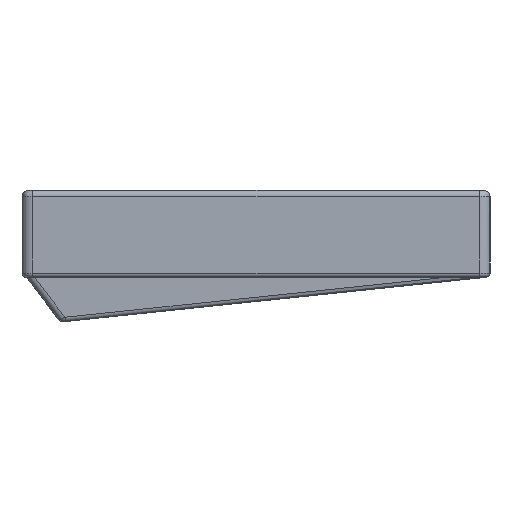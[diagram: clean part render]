
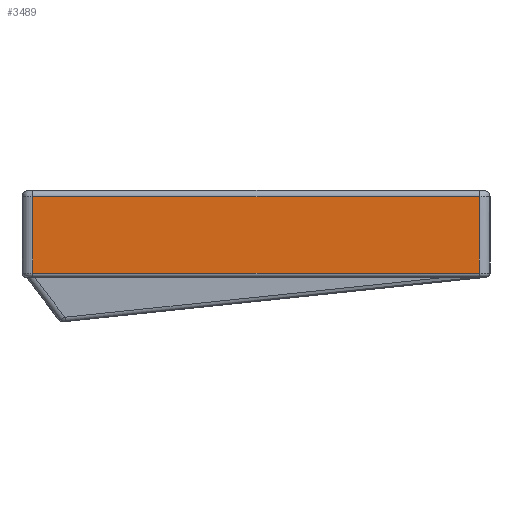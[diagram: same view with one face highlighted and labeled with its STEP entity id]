
A CAD part, left-side view. The second image highlights one B-rep face of the part: STEP entity #3489.
In plain terms, the highlighted planar face has unit normal (-1, 0, 0).
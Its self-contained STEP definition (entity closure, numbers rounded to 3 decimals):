
#458=FACE_OUTER_BOUND('',#671,.T.);
#671=EDGE_LOOP('',(#2649,#2650,#2651,#2652));
#962=LINE('',#5703,#1262);
#963=LINE('',#5730,#1263);
#968=LINE('',#5747,#1268);
#973=LINE('',#5764,#1273);
#1262=VECTOR('',#4400,10.);
#1263=VECTOR('',#4415,10.);
#1268=VECTOR('',#4436,10.);
#1273=VECTOR('',#4457,10.);
#1566=VERTEX_POINT('',#5697);
#1567=VERTEX_POINT('',#5701);
#1568=VERTEX_POINT('',#5728);
#1572=VERTEX_POINT('',#5746);
#1953=EDGE_CURVE('',#1567,#1566,#962,.T.);
#1959=EDGE_CURVE('',#1568,#1567,#963,.T.);
#1967=EDGE_CURVE('',#1566,#1572,#968,.T.);
#1976=EDGE_CURVE('',#1572,#1568,#973,.T.);
#2649=ORIENTED_EDGE('',*,*,#1953,.F.);
#2650=ORIENTED_EDGE('',*,*,#1959,.F.);
#2651=ORIENTED_EDGE('',*,*,#1976,.F.);
#2652=ORIENTED_EDGE('',*,*,#1967,.F.);
#3370=PLANE('',#3769);
#3489=ADVANCED_FACE('',(#458),#3370,.T.);
#3769=AXIS2_PLACEMENT_3D('',#5763,#4455,#4456);
#4400=DIRECTION('',(0.,-1.,0.));
#4415=DIRECTION('',(0.,0.,1.));
#4436=DIRECTION('',(0.,0.,-1.));
#4455=DIRECTION('center_axis',(-1.,0.,0.));
#4456=DIRECTION('ref_axis',(0.,0.,1.));
#4457=DIRECTION('',(0.,1.,0.));
#5697=CARTESIAN_POINT('',(-147.85,-52.6,29.863));
#5701=CARTESIAN_POINT('',(-147.85,52.6,29.863));
#5703=CARTESIAN_POINT('',(-147.85,-25.8,29.863));
#5728=CARTESIAN_POINT('',(-147.85,52.6,11.847));
#5730=CARTESIAN_POINT('',(-147.85,52.6,7.511));
#5746=CARTESIAN_POINT('',(-147.85,-52.6,11.847));
#5747=CARTESIAN_POINT('',(-147.85,-52.6,10.406));
#5763=CARTESIAN_POINT('Origin',(-147.85,0.,-0.002));
#5764=CARTESIAN_POINT('',(-147.85,-130.952,11.847));
